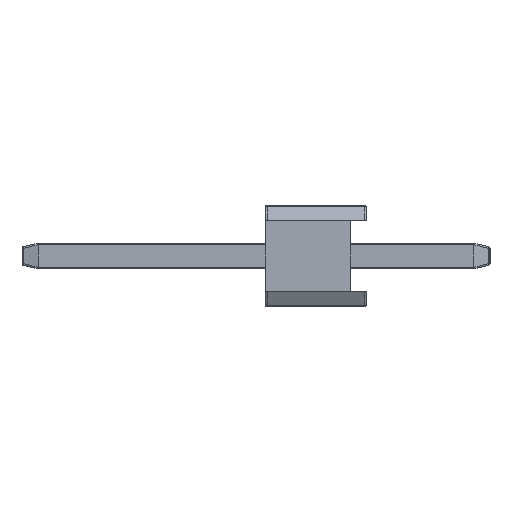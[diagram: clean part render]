
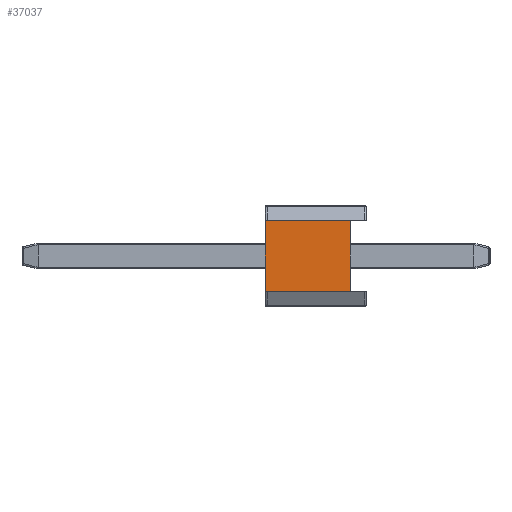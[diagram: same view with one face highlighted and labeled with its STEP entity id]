
A CAD part, left-side view. The second image highlights one B-rep face of the part: STEP entity #37037.
In plain terms, the highlighted planar face has unit normal (-1, 0, -0.004).
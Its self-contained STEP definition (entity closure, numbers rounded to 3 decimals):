
#57 = VERTEX_POINT ( 'NONE', #31324 ) ;
#376 = FACE_OUTER_BOUND ( 'NONE', #16216, .T. ) ;
#670 = EDGE_CURVE ( 'NONE', #8088, #28383, #49848, .T. ) ;
#3828 = CARTESIAN_POINT ( 'NONE',  ( -44.45, 1.25, 0.825 ) ) ;
#6486 =( BOUNDED_CURVE ( )  B_SPLINE_CURVE ( 3, ( #9643, #30999, #48390, #22798 ),
 .UNSPECIFIED., .F., .F. ) 
 B_SPLINE_CURVE_WITH_KNOTS ( ( 4, 4 ),
 ( 0., 1.571 ),
 .UNSPECIFIED. ) 
 CURVE ( )  GEOMETRIC_REPRESENTATION_ITEM ( )  RATIONAL_B_SPLINE_CURVE ( ( 1., 0.805, 0.805, 1. ) ) 
 REPRESENTATION_ITEM ( '' )  );
#7400 = EDGE_CURVE ( 'NONE', #57, #48923, #24695, .T. ) ;
#7900 = ORIENTED_EDGE ( 'NONE', *, *, #11608, .F. ) ;
#8088 = VERTEX_POINT ( 'NONE', #8433 ) ;
#8433 = CARTESIAN_POINT ( 'NONE',  ( -44.443, 1.2, -0.875 ) ) ;
#9643 = CARTESIAN_POINT ( 'NONE',  ( -44.45, 1.2, 0.875 ) ) ;
#11608 = EDGE_CURVE ( 'NONE', #48923, #28383, #37594, .T. ) ;
#13299 = VECTOR ( 'NONE', #23879, 1000. ) ;
#16216 = EDGE_LOOP ( 'NONE', ( #42986, #47224, #31176, #7900, #38978, #49979 ) ) ;
#16837 = DIRECTION ( 'NONE',  ( 1., 0., 0.004 ) ) ;
#17064 = VECTOR ( 'NONE', #47679, 1000. ) ;
#17447 =( BOUNDED_CURVE ( )  B_SPLINE_CURVE ( 3, ( #20399, #45933, #54551, #28914 ),
 .UNSPECIFIED., .F., .F. ) 
 B_SPLINE_CURVE_WITH_KNOTS ( ( 4, 4 ),
 ( 4.712, 6.283 ),
 .UNSPECIFIED. ) 
 CURVE ( )  GEOMETRIC_REPRESENTATION_ITEM ( )  RATIONAL_B_SPLINE_CURVE ( ( 1., 0.805, 0.805, 1. ) ) 
 REPRESENTATION_ITEM ( '' )  );
#19590 = VERTEX_POINT ( 'NONE', #50627 ) ;
#20399 = CARTESIAN_POINT ( 'NONE',  ( -44.443, 1.25, -0.825 ) ) ;
#22798 = CARTESIAN_POINT ( 'NONE',  ( -44.45, 1.25, 0.825 ) ) ;
#22929 = VECTOR ( 'NONE', #53426, 1000. ) ;
#23683 = EDGE_CURVE ( 'NONE', #19590, #8088, #17447, .T. ) ;
#23879 = DIRECTION ( 'NONE',  ( 0., -1., 0. ) ) ;
#24695 = LINE ( 'NONE', #53776, #13299 ) ;
#27832 = CARTESIAN_POINT ( 'NONE',  ( -44.443, 1.25, -0.875 ) ) ;
#28383 = VERTEX_POINT ( 'NONE', #39812 ) ;
#28852 = AXIS2_PLACEMENT_3D ( 'NONE', #29508, #16837, #46723 ) ;
#28914 = CARTESIAN_POINT ( 'NONE',  ( -44.443, 1.2, -0.875 ) ) ;
#29508 = CARTESIAN_POINT ( 'NONE',  ( -44.443, 1.25, -0.875 ) ) ;
#30999 = CARTESIAN_POINT ( 'NONE',  ( -44.45, 1.229, 0.875 ) ) ;
#31176 = ORIENTED_EDGE ( 'NONE', *, *, #670, .T. ) ;
#31324 = CARTESIAN_POINT ( 'NONE',  ( -44.45, 1.2, 0.875 ) ) ;
#32031 = VERTEX_POINT ( 'NONE', #3828 ) ;
#32673 = DIRECTION ( 'NONE',  ( 0.004, 0., -1. ) ) ;
#34379 = EDGE_CURVE ( 'NONE', #57, #32031, #6486, .T. ) ;
#36254 = VECTOR ( 'NONE', #32673, 1000. ) ;
#37037 = ADVANCED_FACE ( 'NONE', ( #376 ), #46533, .F. ) ;
#37594 = LINE ( 'NONE', #54034, #36254 ) ;
#38931 = EDGE_CURVE ( 'NONE', #19590, #32031, #45614, .T. ) ;
#38978 = ORIENTED_EDGE ( 'NONE', *, *, #7400, .F. ) ;
#39812 = CARTESIAN_POINT ( 'NONE',  ( -44.443, -0.85, -0.875 ) ) ;
#42986 = ORIENTED_EDGE ( 'NONE', *, *, #38931, .F. ) ;
#43361 = CARTESIAN_POINT ( 'NONE',  ( -44.443, 1.25, -0.875 ) ) ;
#43753 = CARTESIAN_POINT ( 'NONE',  ( -44.45, -0.85, 0.875 ) ) ;
#45614 = LINE ( 'NONE', #27832, #22929 ) ;
#45933 = CARTESIAN_POINT ( 'NONE',  ( -44.443, 1.25, -0.854 ) ) ;
#46533 = PLANE ( 'NONE',  #28852 ) ;
#46723 = DIRECTION ( 'NONE',  ( 0.004, 0., -1. ) ) ;
#47224 = ORIENTED_EDGE ( 'NONE', *, *, #23683, .T. ) ;
#47679 = DIRECTION ( 'NONE',  ( 0., -1., 0. ) ) ;
#48390 = CARTESIAN_POINT ( 'NONE',  ( -44.45, 1.25, 0.854 ) ) ;
#48923 = VERTEX_POINT ( 'NONE', #43753 ) ;
#49848 = LINE ( 'NONE', #43361, #17064 ) ;
#49979 = ORIENTED_EDGE ( 'NONE', *, *, #34379, .T. ) ;
#50627 = CARTESIAN_POINT ( 'NONE',  ( -44.443, 1.25, -0.825 ) ) ;
#53426 = DIRECTION ( 'NONE',  ( -0.004, 0., 1. ) ) ;
#53776 = CARTESIAN_POINT ( 'NONE',  ( -44.45, 1.25, 0.875 ) ) ;
#54034 = CARTESIAN_POINT ( 'NONE',  ( -44.443, -0.85, -0.875 ) ) ;
#54551 = CARTESIAN_POINT ( 'NONE',  ( -44.443, 1.229, -0.875 ) ) ;
